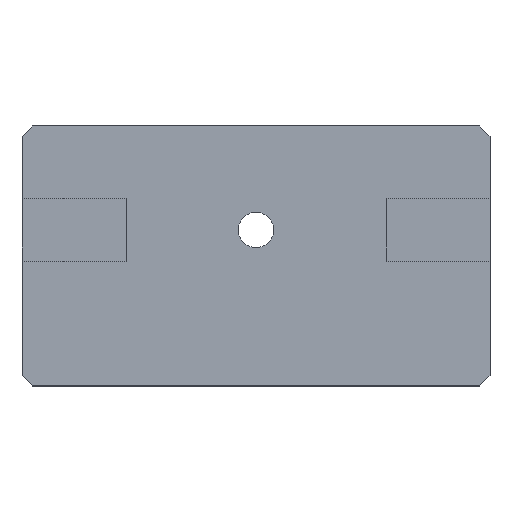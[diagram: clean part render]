
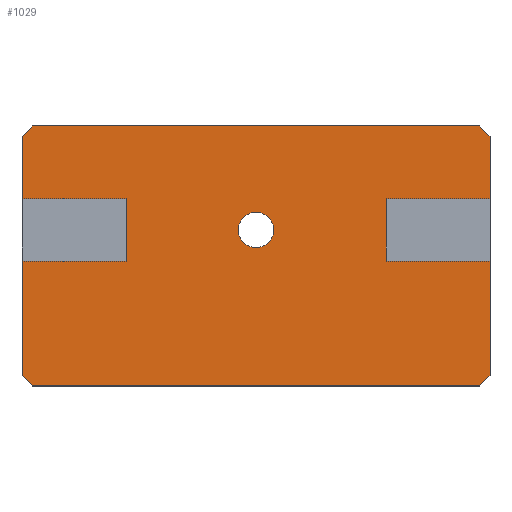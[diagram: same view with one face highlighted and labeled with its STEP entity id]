
A CAD part, top view. The second image highlights one B-rep face of the part: STEP entity #1029.
In plain terms, the highlighted planar face has unit normal (0, 0, 1).
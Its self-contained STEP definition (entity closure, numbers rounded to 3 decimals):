
#600 = EDGE_CURVE('',#601,#603,#605,.T.);
#601 = VERTEX_POINT('',#602);
#602 = CARTESIAN_POINT('',(-21.5,-25.,5.));
#603 = VERTEX_POINT('',#604);
#604 = CARTESIAN_POINT('',(21.5,-25.,5.));
#605 = LINE('',#606,#607);
#606 = CARTESIAN_POINT('',(-22.5,-25.,5.));
#607 = VECTOR('',#608,1.);
#608 = DIRECTION('',(1.,0.,0.));
#647 = EDGE_CURVE('',#648,#650,#652,.T.);
#648 = VERTEX_POINT('',#649);
#649 = CARTESIAN_POINT('',(-22.5,-13.,5.));
#650 = VERTEX_POINT('',#651);
#651 = CARTESIAN_POINT('',(-22.5,-24.,5.));
#652 = LINE('',#653,#654);
#653 = CARTESIAN_POINT('',(-22.5,0.,5.));
#654 = VECTOR('',#655,1.);
#655 = DIRECTION('',(0.,-1.,0.));
#674 = VERTEX_POINT('',#675);
#675 = CARTESIAN_POINT('',(-22.5,-7.,5.));
#681 = EDGE_CURVE('',#682,#674,#684,.T.);
#682 = VERTEX_POINT('',#683);
#683 = CARTESIAN_POINT('',(-22.5,-1.,5.));
#684 = LINE('',#685,#686);
#685 = CARTESIAN_POINT('',(-22.5,0.,5.));
#686 = VECTOR('',#687,1.);
#687 = DIRECTION('',(0.,-1.,0.));
#710 = EDGE_CURVE('',#711,#713,#715,.T.);
#711 = VERTEX_POINT('',#712);
#712 = CARTESIAN_POINT('',(22.5,-7.,5.));
#713 = VERTEX_POINT('',#714);
#714 = CARTESIAN_POINT('',(22.5,-1.,5.));
#715 = LINE('',#716,#717);
#716 = CARTESIAN_POINT('',(22.5,-25.,5.));
#717 = VECTOR('',#718,1.);
#718 = DIRECTION('',(0.,1.,0.));
#737 = VERTEX_POINT('',#738);
#738 = CARTESIAN_POINT('',(22.5,-13.,5.));
#744 = EDGE_CURVE('',#745,#737,#747,.T.);
#745 = VERTEX_POINT('',#746);
#746 = CARTESIAN_POINT('',(22.5,-24.,5.));
#747 = LINE('',#748,#749);
#748 = CARTESIAN_POINT('',(22.5,-25.,5.));
#749 = VECTOR('',#750,1.);
#750 = DIRECTION('',(0.,1.,0.));
#789 = EDGE_CURVE('',#790,#792,#794,.T.);
#790 = VERTEX_POINT('',#791);
#791 = CARTESIAN_POINT('',(21.5,0.,5.));
#792 = VERTEX_POINT('',#793);
#793 = CARTESIAN_POINT('',(-21.5,0.,5.));
#794 = LINE('',#795,#796);
#795 = CARTESIAN_POINT('',(22.5,0.,5.));
#796 = VECTOR('',#797,1.);
#797 = DIRECTION('',(-1.,0.,0.));
#1001 = EDGE_CURVE('',#650,#601,#1002,.T.);
#1002 = LINE('',#1003,#1004);
#1003 = CARTESIAN_POINT('',(-19.5,-27.,5.));
#1004 = VECTOR('',#1005,1.);
#1005 = DIRECTION('',(0.707,-0.707,0.));
#1018 = EDGE_CURVE('',#603,#745,#1019,.T.);
#1019 = LINE('',#1020,#1021);
#1020 = CARTESIAN_POINT('',(19.5,-27.,5.));
#1021 = VECTOR('',#1022,1.);
#1022 = DIRECTION('',(0.707,0.707,0.));
#1029 = ADVANCED_FACE('',(#1030,#1096),#1107,.T.);
#1030 = FACE_BOUND('',#1031,.T.);
#1031 = EDGE_LOOP('',(#1032,#1033,#1039,#1040,#1048,#1056,#1062,#1063,
    #1064,#1065,#1066,#1067,#1075,#1083,#1089,#1090));
#1032 = ORIENTED_EDGE('',*,*,#789,.T.);
#1033 = ORIENTED_EDGE('',*,*,#1034,.F.);
#1034 = EDGE_CURVE('',#682,#792,#1035,.T.);
#1035 = LINE('',#1036,#1037);
#1036 = CARTESIAN_POINT('',(-19.5,2.,5.));
#1037 = VECTOR('',#1038,1.);
#1038 = DIRECTION('',(0.707,0.707,0.));
#1039 = ORIENTED_EDGE('',*,*,#681,.T.);
#1040 = ORIENTED_EDGE('',*,*,#1041,.T.);
#1041 = EDGE_CURVE('',#674,#1042,#1044,.T.);
#1042 = VERTEX_POINT('',#1043);
#1043 = CARTESIAN_POINT('',(-12.5,-7.,5.));
#1044 = LINE('',#1045,#1046);
#1045 = CARTESIAN_POINT('',(-22.5,-7.,5.));
#1046 = VECTOR('',#1047,1.);
#1047 = DIRECTION('',(1.,0.,0.));
#1048 = ORIENTED_EDGE('',*,*,#1049,.T.);
#1049 = EDGE_CURVE('',#1042,#1050,#1052,.T.);
#1050 = VERTEX_POINT('',#1051);
#1051 = CARTESIAN_POINT('',(-12.5,-13.,5.));
#1052 = LINE('',#1053,#1054);
#1053 = CARTESIAN_POINT('',(-12.5,-7.,5.));
#1054 = VECTOR('',#1055,1.);
#1055 = DIRECTION('',(0.,-1.,0.));
#1056 = ORIENTED_EDGE('',*,*,#1057,.F.);
#1057 = EDGE_CURVE('',#648,#1050,#1058,.T.);
#1058 = LINE('',#1059,#1060);
#1059 = CARTESIAN_POINT('',(-22.5,-13.,5.));
#1060 = VECTOR('',#1061,1.);
#1061 = DIRECTION('',(1.,0.,0.));
#1062 = ORIENTED_EDGE('',*,*,#647,.T.);
#1063 = ORIENTED_EDGE('',*,*,#1001,.T.);
#1064 = ORIENTED_EDGE('',*,*,#600,.T.);
#1065 = ORIENTED_EDGE('',*,*,#1018,.T.);
#1066 = ORIENTED_EDGE('',*,*,#744,.T.);
#1067 = ORIENTED_EDGE('',*,*,#1068,.F.);
#1068 = EDGE_CURVE('',#1069,#737,#1071,.T.);
#1069 = VERTEX_POINT('',#1070);
#1070 = CARTESIAN_POINT('',(12.5,-13.,5.));
#1071 = LINE('',#1072,#1073);
#1072 = CARTESIAN_POINT('',(12.5,-13.,5.));
#1073 = VECTOR('',#1074,1.);
#1074 = DIRECTION('',(1.,0.,0.));
#1075 = ORIENTED_EDGE('',*,*,#1076,.F.);
#1076 = EDGE_CURVE('',#1077,#1069,#1079,.T.);
#1077 = VERTEX_POINT('',#1078);
#1078 = CARTESIAN_POINT('',(12.5,-7.,5.));
#1079 = LINE('',#1080,#1081);
#1080 = CARTESIAN_POINT('',(12.5,-7.,5.));
#1081 = VECTOR('',#1082,1.);
#1082 = DIRECTION('',(0.,-1.,0.));
#1083 = ORIENTED_EDGE('',*,*,#1084,.T.);
#1084 = EDGE_CURVE('',#1077,#711,#1085,.T.);
#1085 = LINE('',#1086,#1087);
#1086 = CARTESIAN_POINT('',(12.5,-7.,5.));
#1087 = VECTOR('',#1088,1.);
#1088 = DIRECTION('',(1.,0.,0.));
#1089 = ORIENTED_EDGE('',*,*,#710,.T.);
#1090 = ORIENTED_EDGE('',*,*,#1091,.F.);
#1091 = EDGE_CURVE('',#790,#713,#1092,.T.);
#1092 = LINE('',#1093,#1094);
#1093 = CARTESIAN_POINT('',(19.5,2.,5.));
#1094 = VECTOR('',#1095,1.);
#1095 = DIRECTION('',(0.707,-0.707,0.));
#1096 = FACE_BOUND('',#1097,.T.);
#1097 = EDGE_LOOP('',(#1098));
#1098 = ORIENTED_EDGE('',*,*,#1099,.F.);
#1099 = EDGE_CURVE('',#1100,#1100,#1102,.T.);
#1100 = VERTEX_POINT('',#1101);
#1101 = CARTESIAN_POINT('',(-1.7,-10.,5.));
#1102 = CIRCLE('',#1103,1.7);
#1103 = AXIS2_PLACEMENT_3D('',#1104,#1105,#1106);
#1104 = CARTESIAN_POINT('',(0.,-10.,5.));
#1105 = DIRECTION('',(0.,0.,1.));
#1106 = DIRECTION('',(-1.,0.,0.));
#1107 = PLANE('',#1108);
#1108 = AXIS2_PLACEMENT_3D('',#1109,#1110,#1111);
#1109 = CARTESIAN_POINT('',(0.,-12.5,5.));
#1110 = DIRECTION('',(0.,0.,1.));
#1111 = DIRECTION('',(1.,0.,0.));
